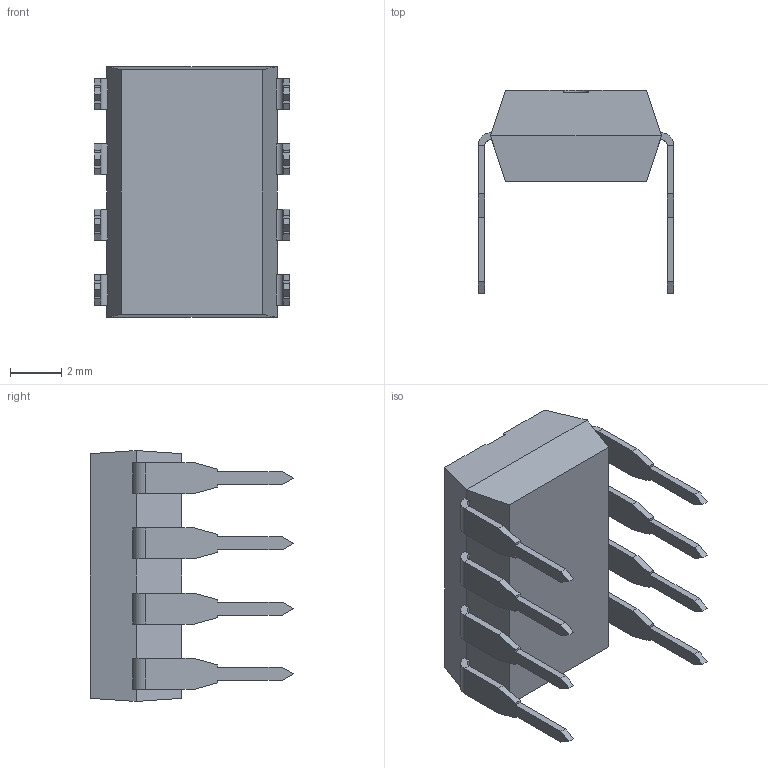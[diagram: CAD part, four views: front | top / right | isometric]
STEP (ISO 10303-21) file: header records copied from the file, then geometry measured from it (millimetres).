
FILE_DESCRIPTION (( 'STEP AP214' ), '1' );
FILE_NAME ('DIP8-TH.STEP', '2015-12-06T18:19:08', ( '' ), ( '' ), 'SwSTEP 2.0', 'SolidWorks 2015', '' );
FILE_SCHEMA (( 'AUTOMOTIVE_DESIGN' ));
Length unit declared in the file: millimetre
Products named in the file (2): DIP8-TH
Bounding box: 7.62 x 7.91 x 9.77 mm (x, y, z)
Volume: 245.3 mm3; surface area: 678 mm2
Topology: 4 solids, 4 shells, 170 faces, 422 edges, 260 vertices
Faces by surface type: plane 153, cylinder 17
Entity records: 5118 total; most frequent: CARTESIAN_POINT 860, ORIENTED_EDGE 844, DIRECTION 798, EDGE_CURVE 422, VECTOR 386, LINE 386, VERTEX_POINT 260, AXIS2_PLACEMENT_3D 206
